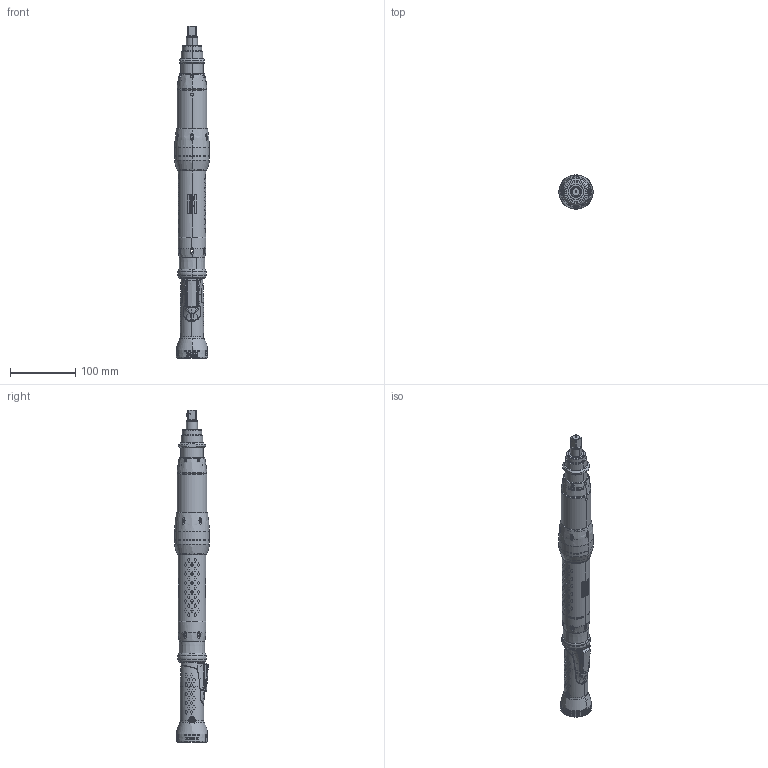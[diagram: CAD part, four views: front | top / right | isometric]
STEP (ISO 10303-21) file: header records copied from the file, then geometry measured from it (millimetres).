
FILE_DESCRIPTION((''),'2;1');
FILE_NAME('8433215603_ASM','2017-01-27T',('toocsr'),(''),'CREO PARAMETRIC BY PTC INC, 2016260','CREO PARAMETRIC BY PTC INC, 2016260','');
FILE_SCHEMA(('CONFIG_CONTROL_DESIGN','GEOMETRIC_VALIDATION_PROPERTIES_MIM'));
Products named in the file (41): 4220230502; 4220232582_ASM; 4220232200; 4220230300; 4220502200; 4220247180_ASM; 4220502203; 4220247382_ASM; 4220247384_ASM; 4220247383_ASM; 4220247381_ASM; 4220230086_ASM; 4220232310; 4220249500_SPEC; 4220232380_ASM; 4220267500; 4220232603; 4220261601; 4220125604; 4220232683_ASM; 4220232402; 4220232100; 4224230103_ASM; 4220237107_OLD; 4220293700; 4220293480_ASM; 4220366280_ASM; 4220293200; 4224210800_ASM; 4220292900; 4224221530_ASM; 4220107100; 4090058500; 4220107200; 0108112400; 4250101200; 4224156300_ASM; 4220240500; 4220292801; 4220293000 ...
Assembly tree (44 placements, depth 5):
  8433215603_ASM
    4224230103_ASM
      4220232582_ASM
        4220230502
      4220232200
      4220230086_ASM
        4220230300
        4220247180_ASM
          4220502200
        4220247382_ASM
          4220502203
        4220247384_ASM
          4220502203
        4220247383_ASM
          4220502203
        4220247381_ASM
          4220502203
      4220232380_ASM
        4220232310
        4220249500_SPEC
      4220267500
      4220232683_ASM
        4220232603
        4220261601
        4220125604  x2
      4220232402
      4220232100
    4224210800_ASM
      4220366280_ASM
        4220293480_ASM
          4220237107_OLD
          4220293700
      4220293200
    4224221530_ASM
      4220292900
    4224156300_ASM
      4220107100
      4090058500
      4220107200
      0108112400
      4250101200
    4220240500
    4220292801
    4220293000
Bounding box: 53 x 53 x 510.22 mm (x, y, z)
Volume: 235665.8 mm3; surface area: 211613.6 mm2
Topology: 29 solids, 30 shells, 4704 faces, 12380 edges, 7995 vertices
Faces by surface type: plane 1748, bspline 1117, cylinder 893, cone 533, extrusion 205, torus 177, revolution 17, sphere 14
Entity records: 243816 total; most frequent: CARTESIAN_POINT 96572, ORIENTED_EDGE 22874, DIRECTION 16009, PRESENTATION_STYLE_ASSIGNMENT 12909, STYLED_ITEM 12885, EDGE_CURVE 11439, CURVE_STYLE 10813, VERTEX_POINT 7426
